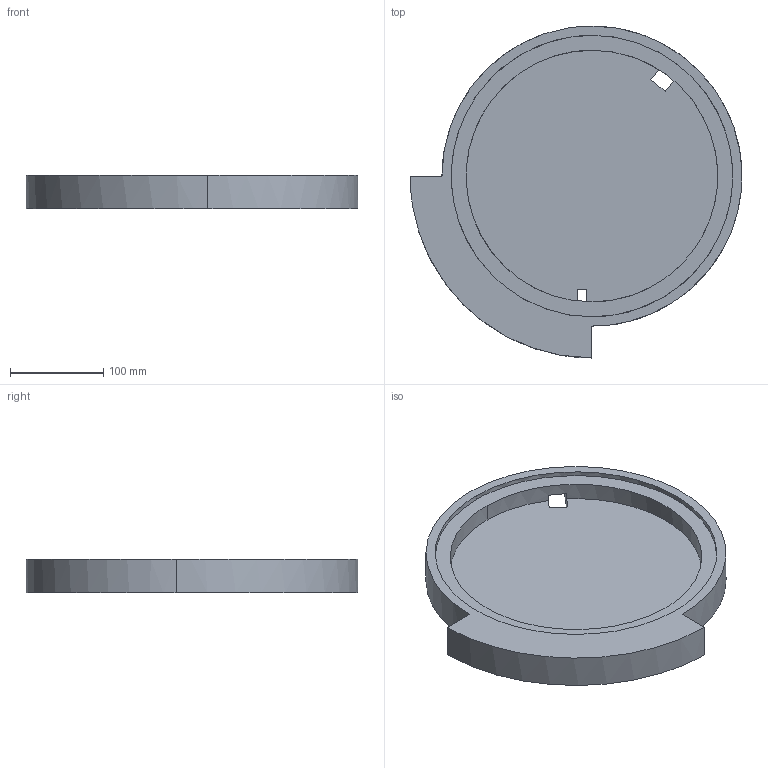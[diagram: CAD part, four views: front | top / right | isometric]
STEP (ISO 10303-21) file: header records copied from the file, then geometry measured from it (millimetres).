
FILE_DESCRIPTION(/* description */ (''),/* implementation_level */ '2;1');
FILE_NAME(/* name */ 'unterteil_fertig',/* time_stamp */ '2013-01-29T17:00:52+01:00',/* author */ (''),/* organization */ (''),/* preprocessor_version */ 'ST-DEVELOPER v10',/* originating_system */ '',/* authorisation */ '');
FILE_SCHEMA (('CONFIG_CONTROL_DESIGN'));
Length unit declared in the file: millimetre
Products named in the file (1): 1
Bounding box: 356.08 x 356.17 x 36 mm (x, y, z)
Surface area: 262312.3 mm2 (no closed solid volume)
Topology: 0 solids, 1 shells, 27 faces, 79 edges, 50 vertices
Faces by surface type: plane 17, bspline 10
Entity records: 1123 total; most frequent: CARTESIAN_POINT 551, ORIENTED_EDGE 153, EDGE_CURVE 79, B_SPLINE_CURVE_WITH_KNOTS 58, VERTEX_POINT 50, EDGE_LOOP 30, ADVANCED_FACE 27, FACE_OUTER_BOUND 27
